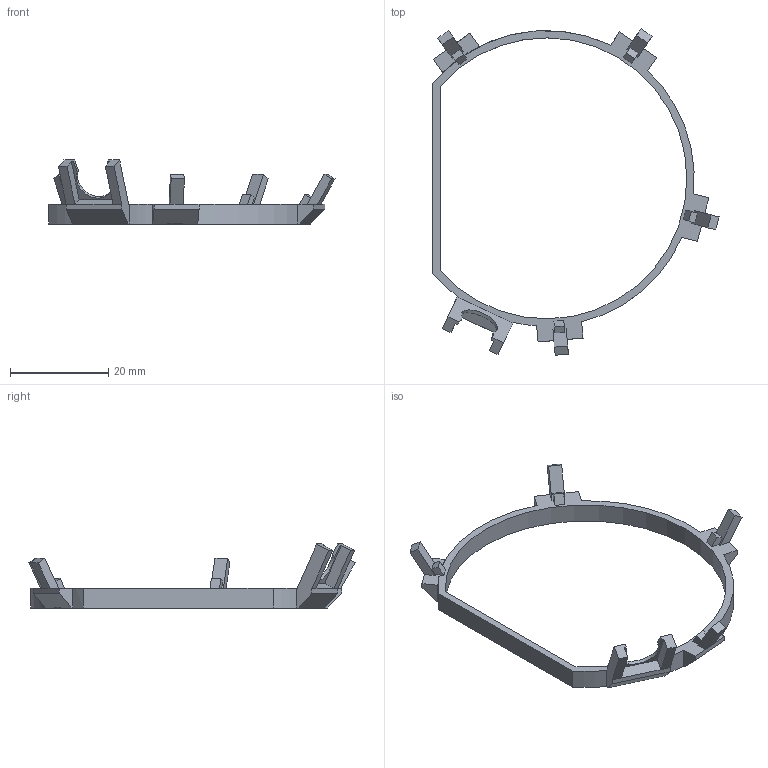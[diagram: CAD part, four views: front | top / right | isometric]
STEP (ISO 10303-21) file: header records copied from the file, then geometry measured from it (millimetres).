
FILE_DESCRIPTION(/* description */ (''),/* implementation_level */ '2;1');
FILE_NAME(/* name */ 'Index-EyetrackVRv4 v1.step',/* time_stamp */ '2023-09-10T02:42:33-04:00',/* author */ (''),/* organization */ (''),/* preprocessor_version */ 'ST-DEVELOPER v20',/* originating_system */ 'Autodesk Translation Framework v12.9.0.99',/* authorisation */ '');
FILE_SCHEMA (('AUTOMOTIVE_DESIGN { 1 0 10303 214 3 1 1 }'));
Length unit declared in the file: millimetre
Products named in the file (1): Index-EyetrackVRv4
Bounding box: 58.25 x 66.47 x 13.05 mm (x, y, z)
Volume: 1763.3 mm3; surface area: 2852.9 mm2
Topology: 1 solids, 1 shells, 87 faces, 241 edges, 156 vertices
Faces by surface type: plane 76, cylinder 11
Entity records: 2768 total; most frequent: CARTESIAN_POINT 485, ORIENTED_EDGE 482, DIRECTION 445, EDGE_CURVE 241, LINE 213, VECTOR 213, VERTEX_POINT 156, AXIS2_PLACEMENT_3D 116
